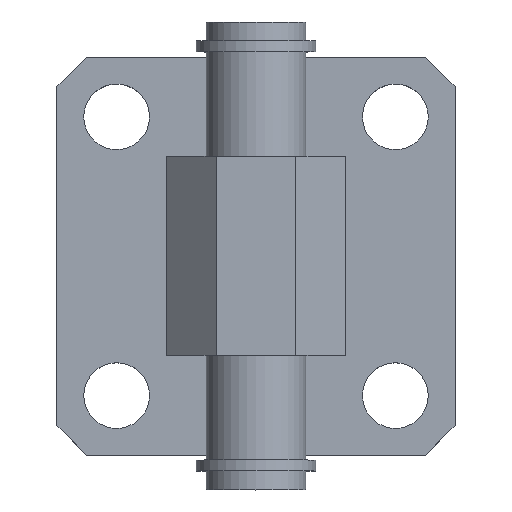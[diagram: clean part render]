
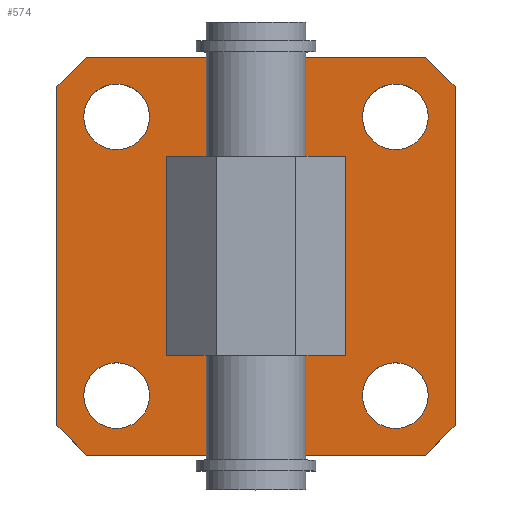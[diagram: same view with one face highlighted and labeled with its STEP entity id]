
A CAD part, top view. The second image highlights one B-rep face of the part: STEP entity #574.
In plain terms, the highlighted planar face has unit normal (0, 0, 1).
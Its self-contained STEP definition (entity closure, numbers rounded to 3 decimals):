
#25=FACE_BOUND('',#129,.T.);
#26=FACE_BOUND('',#130,.T.);
#27=FACE_BOUND('',#131,.T.);
#28=FACE_BOUND('',#132,.T.);
#29=FACE_BOUND('',#133,.T.);
#52=PLANE('',#649);
#85=FACE_OUTER_BOUND('',#128,.T.);
#128=EDGE_LOOP('',(#516,#517,#518,#519,#520,#521,#522,#523));
#129=EDGE_LOOP('',(#524,#525,#526,#527));
#130=EDGE_LOOP('',(#528));
#131=EDGE_LOOP('',(#529));
#132=EDGE_LOOP('',(#530));
#133=EDGE_LOOP('',(#531));
#145=LINE('',#873,#197);
#154=LINE('',#891,#206);
#155=LINE('',#894,#207);
#157=LINE('',#897,#209);
#164=LINE('',#929,#216);
#167=LINE('',#935,#219);
#170=LINE('',#941,#222);
#173=LINE('',#947,#225);
#176=LINE('',#953,#228);
#179=LINE('',#959,#231);
#182=LINE('',#965,#234);
#185=LINE('',#969,#237);
#197=VECTOR('',#717,10.);
#206=VECTOR('',#734,10.);
#207=VECTOR('',#737,10.);
#209=VECTOR('',#741,10.);
#216=VECTOR('',#774,10.);
#219=VECTOR('',#779,10.);
#222=VECTOR('',#784,10.);
#225=VECTOR('',#789,10.);
#228=VECTOR('',#794,10.);
#231=VECTOR('',#799,10.);
#234=VECTOR('',#804,10.);
#237=VECTOR('',#809,10.);
#253=CIRCLE('',#630,3.3);
#255=CIRCLE('',#633,3.3);
#257=CIRCLE('',#636,3.3);
#259=CIRCLE('',#639,3.3);
#274=VERTEX_POINT('',#862);
#279=VERTEX_POINT('',#871);
#284=VERTEX_POINT('',#889);
#285=VERTEX_POINT('',#893);
#287=VERTEX_POINT('',#901);
#289=VERTEX_POINT('',#907);
#291=VERTEX_POINT('',#913);
#293=VERTEX_POINT('',#919);
#296=VERTEX_POINT('',#926);
#297=VERTEX_POINT('',#928);
#299=VERTEX_POINT('',#934);
#301=VERTEX_POINT('',#940);
#303=VERTEX_POINT('',#946);
#305=VERTEX_POINT('',#952);
#307=VERTEX_POINT('',#958);
#309=VERTEX_POINT('',#964);
#335=EDGE_CURVE('',#274,#279,#145,.T.);
#344=EDGE_CURVE('',#279,#284,#154,.T.);
#345=EDGE_CURVE('',#285,#274,#155,.T.);
#347=EDGE_CURVE('',#284,#285,#157,.T.);
#350=EDGE_CURVE('',#287,#287,#253,.T.);
#353=EDGE_CURVE('',#289,#289,#255,.T.);
#356=EDGE_CURVE('',#291,#291,#257,.T.);
#359=EDGE_CURVE('',#293,#293,#259,.T.);
#362=EDGE_CURVE('',#297,#296,#164,.T.);
#365=EDGE_CURVE('',#299,#297,#167,.T.);
#368=EDGE_CURVE('',#301,#299,#170,.T.);
#371=EDGE_CURVE('',#303,#301,#173,.T.);
#374=EDGE_CURVE('',#305,#303,#176,.T.);
#377=EDGE_CURVE('',#307,#305,#179,.T.);
#380=EDGE_CURVE('',#309,#307,#182,.T.);
#383=EDGE_CURVE('',#296,#309,#185,.T.);
#516=ORIENTED_EDGE('',*,*,#383,.T.);
#517=ORIENTED_EDGE('',*,*,#380,.T.);
#518=ORIENTED_EDGE('',*,*,#377,.T.);
#519=ORIENTED_EDGE('',*,*,#374,.T.);
#520=ORIENTED_EDGE('',*,*,#371,.T.);
#521=ORIENTED_EDGE('',*,*,#368,.T.);
#522=ORIENTED_EDGE('',*,*,#365,.T.);
#523=ORIENTED_EDGE('',*,*,#362,.T.);
#524=ORIENTED_EDGE('',*,*,#335,.T.);
#525=ORIENTED_EDGE('',*,*,#344,.T.);
#526=ORIENTED_EDGE('',*,*,#347,.T.);
#527=ORIENTED_EDGE('',*,*,#345,.T.);
#528=ORIENTED_EDGE('',*,*,#350,.T.);
#529=ORIENTED_EDGE('',*,*,#353,.T.);
#530=ORIENTED_EDGE('',*,*,#356,.T.);
#531=ORIENTED_EDGE('',*,*,#359,.T.);
#574=ADVANCED_FACE('',(#85,#25,#26,#27,#28,#29),#52,.T.);
#630=AXIS2_PLACEMENT_3D('',#903,#747,#748);
#633=AXIS2_PLACEMENT_3D('',#909,#754,#755);
#636=AXIS2_PLACEMENT_3D('',#915,#761,#762);
#639=AXIS2_PLACEMENT_3D('',#921,#768,#769);
#649=AXIS2_PLACEMENT_3D('',#971,#812,#813);
#717=DIRECTION('',(-1.,0.,0.));
#734=DIRECTION('',(0.,1.,0.));
#737=DIRECTION('',(0.,-1.,0.));
#741=DIRECTION('',(1.,0.,0.));
#747=DIRECTION('center_axis',(0.,0.,-1.));
#748=DIRECTION('ref_axis',(-1.,0.,0.));
#754=DIRECTION('center_axis',(0.,0.,-1.));
#755=DIRECTION('ref_axis',(-1.,0.,0.));
#761=DIRECTION('center_axis',(0.,0.,-1.));
#762=DIRECTION('ref_axis',(-1.,0.,0.));
#768=DIRECTION('center_axis',(0.,0.,-1.));
#769=DIRECTION('ref_axis',(-1.,0.,0.));
#774=DIRECTION('',(0.,1.,0.));
#779=DIRECTION('',(0.707,0.707,0.));
#784=DIRECTION('',(1.,0.,0.));
#789=DIRECTION('',(0.707,-0.707,0.));
#794=DIRECTION('',(0.,-1.,0.));
#799=DIRECTION('',(-0.707,-0.707,0.));
#804=DIRECTION('',(-1.,0.,0.));
#809=DIRECTION('',(-0.707,0.707,0.));
#812=DIRECTION('center_axis',(0.,0.,1.));
#813=DIRECTION('ref_axis',(1.,0.,0.));
#862=CARTESIAN_POINT('',(9.,-10.,8.));
#871=CARTESIAN_POINT('',(-9.,-10.,8.));
#873=CARTESIAN_POINT('',(0.,-10.,8.));
#889=CARTESIAN_POINT('',(-9.,10.,8.));
#891=CARTESIAN_POINT('',(-9.,0.,8.));
#893=CARTESIAN_POINT('',(9.,10.,8.));
#894=CARTESIAN_POINT('',(9.,0.,8.));
#897=CARTESIAN_POINT('',(0.,10.,8.));
#901=CARTESIAN_POINT('',(-10.7,-14.,8.));
#903=CARTESIAN_POINT('Origin',(-14.,-14.,8.));
#907=CARTESIAN_POINT('',(17.3,-14.,8.));
#909=CARTESIAN_POINT('Origin',(14.,-14.,8.));
#913=CARTESIAN_POINT('',(17.3,14.,8.));
#915=CARTESIAN_POINT('Origin',(14.,14.,8.));
#919=CARTESIAN_POINT('',(-10.7,14.,8.));
#921=CARTESIAN_POINT('Origin',(-14.,14.,8.));
#926=CARTESIAN_POINT('',(20.,17.,8.));
#928=CARTESIAN_POINT('',(20.,-17.,8.));
#929=CARTESIAN_POINT('',(20.,17.,8.));
#934=CARTESIAN_POINT('',(17.,-20.,8.));
#935=CARTESIAN_POINT('',(20.,-17.,8.));
#940=CARTESIAN_POINT('',(-17.,-20.,8.));
#941=CARTESIAN_POINT('',(17.,-20.,8.));
#946=CARTESIAN_POINT('',(-20.,-17.,8.));
#947=CARTESIAN_POINT('',(-17.,-20.,8.));
#952=CARTESIAN_POINT('',(-20.,17.,8.));
#953=CARTESIAN_POINT('',(-20.,-17.,8.));
#958=CARTESIAN_POINT('',(-17.,20.,8.));
#959=CARTESIAN_POINT('',(-20.,17.,8.));
#964=CARTESIAN_POINT('',(17.,20.,8.));
#965=CARTESIAN_POINT('',(-17.,20.,8.));
#969=CARTESIAN_POINT('',(17.,20.,8.));
#971=CARTESIAN_POINT('Origin',(0.,0.,8.));
